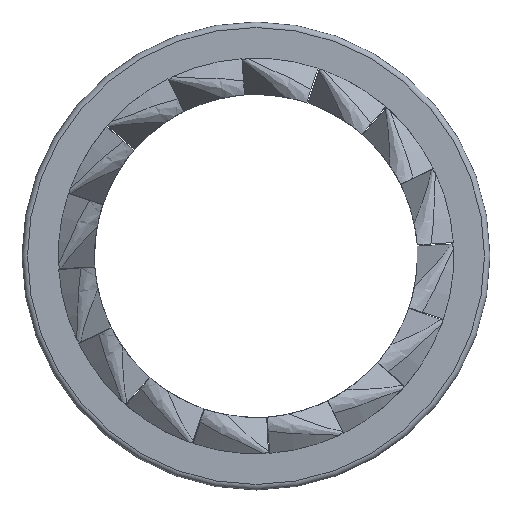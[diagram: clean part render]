
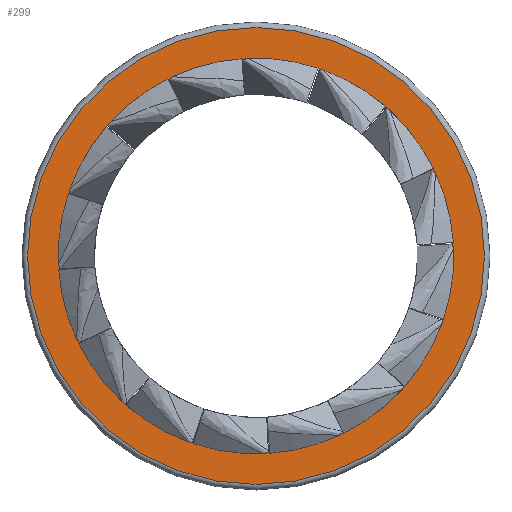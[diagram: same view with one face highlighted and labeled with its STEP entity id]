
A CAD part, left-side view. The second image highlights one B-rep face of the part: STEP entity #299.
In plain terms, the highlighted face is planar.
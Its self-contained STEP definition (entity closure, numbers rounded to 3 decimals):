
#121=PLANE('',#347);
#133=FACE_BOUND('',#158,.T.);
#139=FACE_OUTER_BOUND('',#157,.T.);
#157=EDGE_LOOP('',(#239));
#158=EDGE_LOOP('',(#240));
#176=CIRCLE('',#344,12.45);
#178=CIRCLE('',#348,10.775);
#184=VERTEX_POINT('',#503);
#186=VERTEX_POINT('',#509);
#206=EDGE_CURVE('',#184,#184,#176,.T.);
#208=EDGE_CURVE('',#186,#186,#178,.T.);
#239=ORIENTED_EDGE('',*,*,#206,.F.);
#240=ORIENTED_EDGE('',*,*,#208,.T.);
#299=ADVANCED_FACE('',(#139,#133),#121,.F.);
#344=AXIS2_PLACEMENT_3D('',#504,#398,#399);
#347=AXIS2_PLACEMENT_3D('',#508,#404,#405);
#348=AXIS2_PLACEMENT_3D('',#510,#406,#407);
#398=DIRECTION('center_axis',(0.,0.,1.));
#399=DIRECTION('ref_axis',(-1.,0.,0.));
#404=DIRECTION('center_axis',(0.,0.,1.));
#405=DIRECTION('ref_axis',(1.,0.,0.));
#406=DIRECTION('center_axis',(0.,0.,1.));
#407=DIRECTION('ref_axis',(-1.,0.,0.));
#503=CARTESIAN_POINT('',(12.45,0.,0.));
#504=CARTESIAN_POINT('Origin',(0.,0.,0.));
#508=CARTESIAN_POINT('Origin',(0.,0.,0.));
#509=CARTESIAN_POINT('',(10.775,0.,0.));
#510=CARTESIAN_POINT('Origin',(0.,0.,0.));
